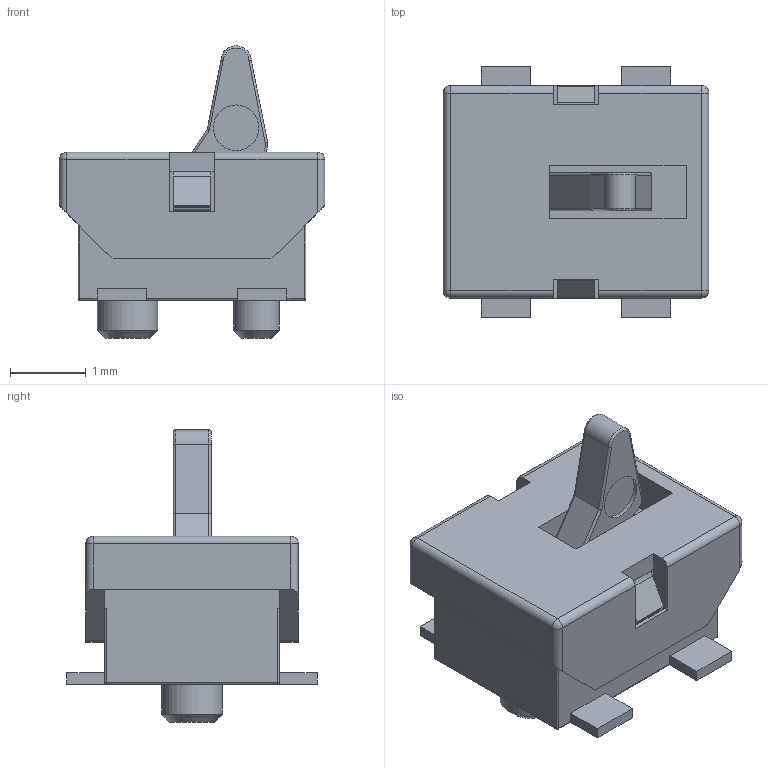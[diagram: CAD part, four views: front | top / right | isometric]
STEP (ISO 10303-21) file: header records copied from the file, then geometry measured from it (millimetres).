
FILE_DESCRIPTION(/* description */ (''),/* implementation_level */ '2;1');
FILE_NAME(/* name */ 'C&K - HDT.step',/* time_stamp */ '2019-12-02T17:47:33+00:00',/* author */ (''),/* organization */ (''),/* preprocessor_version */ 'ST-DEVELOPER v18',/* originating_system */ 'Autodesk Translation Framework v8.12.0.6',/* authorisation */ '');
FILE_SCHEMA (('AUTOMOTIVE_DESIGN { 1 0 10303 214 3 1 1 }','INTEGRATED_CNC_SCHEMA','MODEL_BASED_INTEGRATED_MANUFACTURING_SCHEMA'));
Length unit declared in the file: millimetre
Products named in the file (1): C&K - HDT
Bounding box: 3.5 x 3.3 x 3.85 mm (x, y, z)
Volume: 16.7 mm3; surface area: 55.9 mm2
Topology: 1 solids, 1 shells, 137 faces, 353 edges, 222 vertices
Faces by surface type: plane 81, cylinder 42, sphere 8, torus 4, cone 2
Full cylindrical faces by diameter (mm): 0.6 x3, 0.8 x1
Entity records: 4279 total; most frequent: CARTESIAN_POINT 756, DIRECTION 724, ORIENTED_EDGE 704, EDGE_CURVE 352, LINE 248, VECTOR 248, AXIS2_PLACEMENT_3D 238, VERTEX_POINT 222
